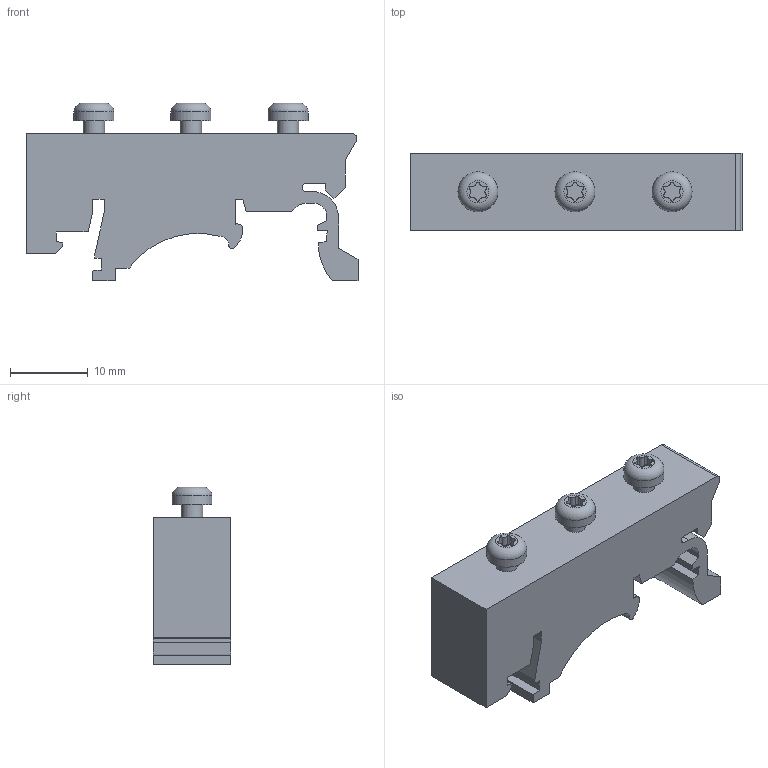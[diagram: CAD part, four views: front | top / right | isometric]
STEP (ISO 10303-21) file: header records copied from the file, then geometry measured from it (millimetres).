
FILE_DESCRIPTION(('FreeCAD Model'),'2;1');
FILE_NAME('DINRailAdapter_PhoenixContact_1201578.step', '2018-10-29T19:12:58',('kicad StepUp'),('ksu MCAD'), 'Open CASCADE STEP processor 7.3','FreeCAD','Unknown');
FILE_SCHEMA(('AUTOMOTIVE_DESIGN { 1 0 10303 214 1 1 1 1 }'));
Length unit declared in the file: millimetre
Products named in the file (1): DINRailAdapter_PhoenixContact_1201578
Bounding box: 42.75 x 10 x 22.91 mm (x, y, z)
Surface area: 3472.3 mm2 (no closed solid volume)
Topology: 0 solids, 4 shells, 129 faces, 327 edges, 215 vertices
Faces by surface type: plane 64, cylinder 62, torus 3
Full cylindrical faces by diameter (mm): 2.75 x12, 5.15 x3
Entity records: 3949 total; most frequent: CARTESIAN_POINT 705, DIRECTION 690, ORIENTED_EDGE 654, EDGE_CURVE 327, AXIS2_PLACEMENT_3D 251, VERTEX_POINT 215, LINE 188, VECTOR 188
